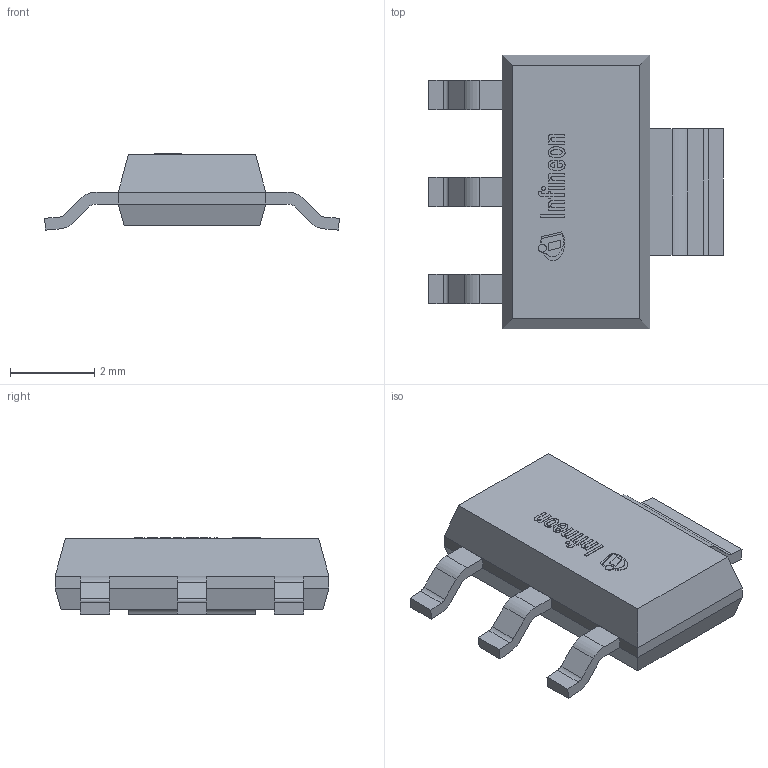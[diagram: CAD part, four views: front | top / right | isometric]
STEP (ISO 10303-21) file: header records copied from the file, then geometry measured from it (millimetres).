
FILE_DESCRIPTION(/* description */ (''),/* implementation_level */ '2;1');
FILE_NAME(/* name */ 'PG-SOT223-4-32_Z8B00000749_V07_3D.stp',/* time_stamp */ '2025-06-07T13:45:54+05:30',/* author */ ('sivamani'),/* organization */ (''),/* preprocessor_version */ 'ST-DEVELOPER v19.2',/* originating_system */ 'AutoCAD Mechanical',/* authorisation */ '');
FILE_SCHEMA (('AUTOMOTIVE_DESIGN { 1 0 10303 214 3 1 1 }'));
Length unit declared in the file: millimetre
Products named in the file (1): Product
Bounding box: 7 x 6.5 x 1.81 mm (x, y, z)
Volume: 38.7 mm3; surface area: 191.5 mm2
Topology: 19 solids, 19 shells, 176 faces, 414 edges, 276 vertices
Faces by surface type: plane 140, cylinder 18, bspline 18
Full cylindrical faces by diameter (mm): 0.093 x1, 0.189 x1
Entity records: 5378 total; most frequent: CARTESIAN_POINT 1679, ORIENTED_EDGE 828, DIRECTION 646, EDGE_CURVE 414, VERTEX_POINT 276, LINE 256, VECTOR 256, AXIS2_PLACEMENT_3D 195
